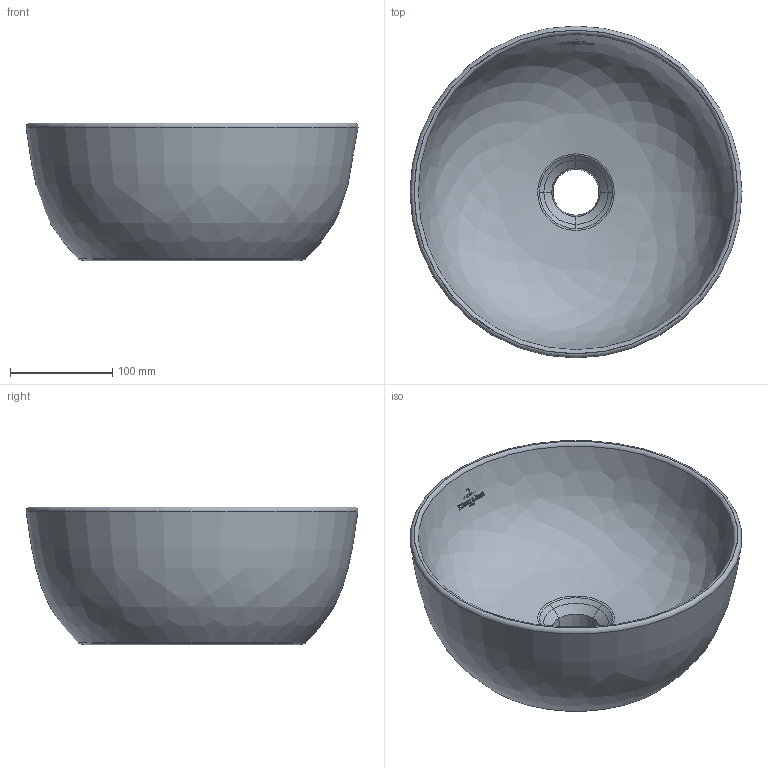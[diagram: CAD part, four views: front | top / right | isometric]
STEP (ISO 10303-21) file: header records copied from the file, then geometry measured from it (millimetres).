
FILE_DESCRIPTION(/* description */ (''),/* implementation_level */ '2;1');
FILE_NAME(/* name */ 'E00037736_000_1-03_PRT_W438932_vereinfachtes_3D_Modell.stp',/* time_stamp */ '2024-02-20T10:59:32+01:00',/* author */ (''),/* organization */ (''),/* preprocessor_version */ 'ST-DEVELOPER v18.1',/* originating_system */ 'SIEMENS PLM Software NX 1973',/* authorisation */ '');
FILE_SCHEMA (('AUTOMOTIVE_DESIGN { 1 0 10303 214 3 1 1 1 }'));
Length unit declared in the file: millimetre
Products named in the file (1): colo1770A8A95fcd
Bounding box: 324.98 x 324.95 x 135 mm (x, y, z)
Volume: 3568739.7 mm3; surface area: 305052.6 mm2
Topology: 1 solids, 26 shells, 61 faces, 2438 edges, 3960 vertices
Faces by surface type: bspline 28, cone 13, extrusion 8, torus 5, cylinder 4, revolution 2, plane 1
Entity records: 32798 total; most frequent: CARTESIAN_POINT 16056, DIRECTION 1685, STYLED_ITEM 1610, PRESENTATION_STYLE_ASSIGNMENT 1610, CURVE_STYLE 1584, DRAUGHTING_PRE_DEFINED_CURVE_FONT 1584, VECTOR 1559, LINE 1551
